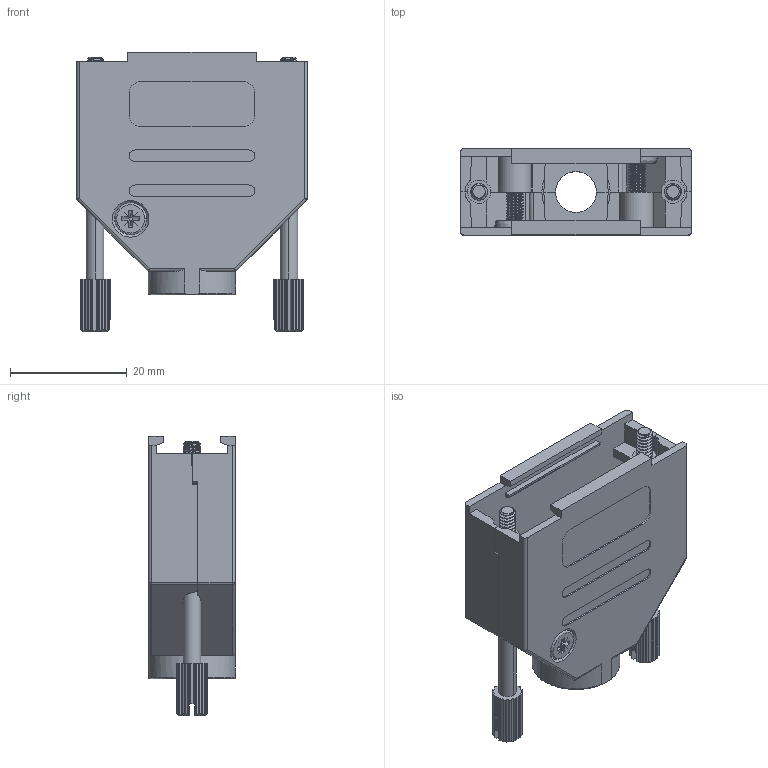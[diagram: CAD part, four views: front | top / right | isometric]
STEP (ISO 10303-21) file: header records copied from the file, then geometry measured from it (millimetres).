
FILE_DESCRIPTION (( 'STEP AP214' ), '1' );
FILE_NAME ('6688-9561.STEP', '2023-04-24T09:35:54', ( '' ), ( '' ), 'SwSTEP 2.0', 'SolidWorks 2021', '' );
FILE_SCHEMA (( 'AUTOMOTIVE_DESIGN' ));
Length unit declared in the file: millimetre
Products named in the file (5): 6522-0121-05 (7mm); 6855-0117-02; 6688-9561; 6805-0105-02; 6826-0141-02
Assembly tree (8 placements, depth 2):
  6688-9561
    6805-0105-02  x2
    6522-0121-05 (7mm)  x2
    6826-0141-02  x2
    6855-0117-02  x2
Bounding box: 39.5 x 14.85 x 47.8 mm (x, y, z)
Volume: 7829.5 mm3; surface area: 12060.9 mm2
Topology: 8 solids, 8 shells, 814 faces, 2236 edges, 1458 vertices
Faces by surface type: plane 432, cylinder 306, cone 32, bspline 26, torus 14, sphere 4
Entity records: 16986 total; most frequent: CARTESIAN_POINT 6915, ORIENTED_EDGE 2228, DIRECTION 1891, EDGE_CURVE 1114, VERTEX_POINT 729, VECTOR 657, LINE 657, AXIS2_PLACEMENT_3D 617
